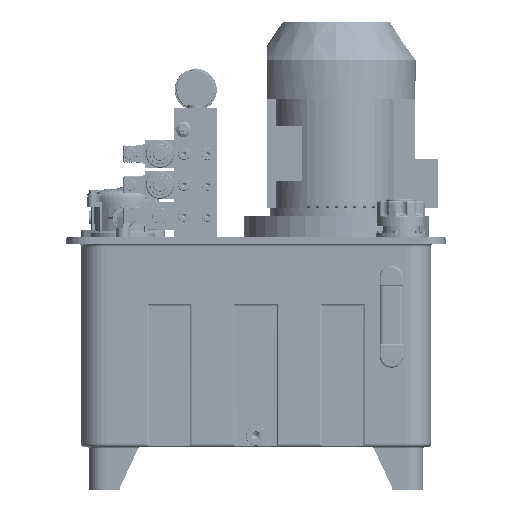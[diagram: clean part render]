
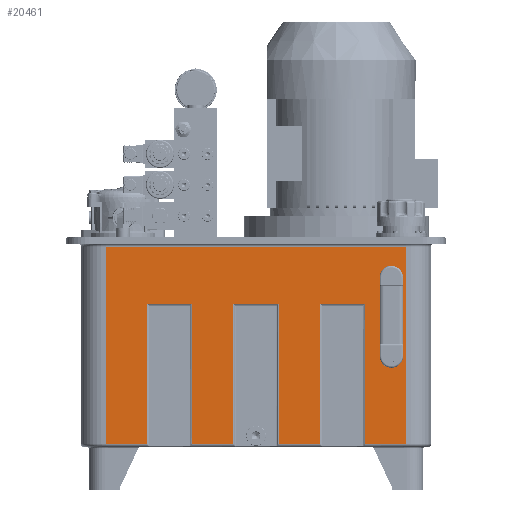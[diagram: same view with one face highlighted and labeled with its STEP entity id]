
A CAD part, top view. The second image highlights one B-rep face of the part: STEP entity #20461.
In plain terms, the highlighted planar face has unit normal (0, 0, 1).
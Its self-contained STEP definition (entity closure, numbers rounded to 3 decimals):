
#1208=DIRECTION('',(1.,0.,0.));
#1209=VECTOR('',#1208,486.);
#1210=CARTESIAN_POINT('',(-243.,-8.,203.));
#1211=LINE('',#1210,#1209);
#1212=CARTESIAN_POINT('',(219.,-185.,203.));
#1213=DIRECTION('',(0.,0.,1.));
#1214=DIRECTION('',(-1.,0.,0.));
#1215=AXIS2_PLACEMENT_3D('',#1212,#1213,#1214);
#1217=DIRECTION('',(0.,1.,0.));
#1218=VECTOR('',#1217,127.);
#1219=CARTESIAN_POINT('',(238.,-185.,203.));
#1220=LINE('',#1219,#1218);
#1221=CARTESIAN_POINT('',(219.,-58.,203.));
#1222=DIRECTION('',(0.,0.,1.));
#1223=DIRECTION('',(1.,0.,0.));
#1224=AXIS2_PLACEMENT_3D('',#1221,#1222,#1223);
#1226=DIRECTION('',(0.,-1.,0.));
#1227=VECTOR('',#1226,127.);
#1228=CARTESIAN_POINT('',(200.,-58.,203.));
#1229=LINE('',#1228,#1227);
#1230=DIRECTION('',(0.,1.,0.));
#1231=VECTOR('',#1230,226.464);
#1232=CARTESIAN_POINT('',(-176.464,-327.,
203.));
#1233=LINE('',#1232,#1231);
#1241=DIRECTION('',(1.,0.,0.));
#1242=VECTOR('',#1241,72.928);
#1243=CARTESIAN_POINT('',(-176.464,-100.536,203.));
#1244=LINE('',#1243,#1242);
#1252=DIRECTION('',(0.,-1.,0.));
#1253=VECTOR('',#1252,226.464);
#1254=CARTESIAN_POINT('',(-103.536,-100.536,203.));
#1255=LINE('',#1254,#1253);
#1276=DIRECTION('',(1.,0.,0.));
#1277=VECTOR('',#1276,67.072);
#1278=CARTESIAN_POINT('',(-103.536,-327.,
203.));
#1279=LINE('',#1278,#1277);
#1296=DIRECTION('',(1.,0.,0.));
#1297=VECTOR('',#1296,67.072);
#1298=CARTESIAN_POINT('',(36.464,-327.,203.));
#1299=LINE('',#1298,#1297);
#1316=DIRECTION('',(1.,0.,0.));
#1317=VECTOR('',#1316,66.536);
#1318=CARTESIAN_POINT('',(176.464,-327.,203.));
#1319=LINE('',#1318,#1317);
#1324=DIRECTION('',(1.,0.,0.));
#1325=VECTOR('',#1324,66.536);
#1326=CARTESIAN_POINT('',(-243.,-327.,203.));
#1327=LINE('',#1326,#1325);
#1412=DIRECTION('',(0.,1.,0.));
#1413=VECTOR('',#1412,226.464);
#1414=CARTESIAN_POINT('',(-36.464,-327.,
203.));
#1415=LINE('',#1414,#1413);
#1423=DIRECTION('',(1.,0.,0.));
#1424=VECTOR('',#1423,72.928);
#1425=CARTESIAN_POINT('',(-36.464,-100.536,203.));
#1426=LINE('',#1425,#1424);
#1434=DIRECTION('',(0.,-1.,0.));
#1435=VECTOR('',#1434,226.464);
#1436=CARTESIAN_POINT('',(36.464,-100.536,203.));
#1437=LINE('',#1436,#1435);
#7805=DIRECTION('',(0.,1.,0.));
#7806=VECTOR('',#7805,226.464);
#7807=CARTESIAN_POINT('',(103.536,-327.,203.));
#7808=LINE('',#7807,#7806);
#7816=DIRECTION('',(1.,0.,0.));
#7817=VECTOR('',#7816,72.928);
#7818=CARTESIAN_POINT('',(103.536,-100.536,203.));
#7819=LINE('',#7818,#7817);
#7827=DIRECTION('',(0.,-1.,0.));
#7828=VECTOR('',#7827,226.464);
#7829=CARTESIAN_POINT('',(176.464,-100.536,203.));
#7830=LINE('',#7829,#7828);
#7918=DIRECTION('',(0.,1.,0.));
#7919=VECTOR('',#7918,319.);
#7920=CARTESIAN_POINT('',(243.,-327.,203.));
#7921=LINE('',#7920,#7919);
#8678=DIRECTION('',(0.,-1.,0.));
#8679=VECTOR('',#8678,319.);
#8680=CARTESIAN_POINT('',(-243.,-8.,203.));
#8681=LINE('',#8680,#8679);
#17980=CARTESIAN_POINT('',(-176.464,-327.,
203.));
#17981=CARTESIAN_POINT('',(-176.464,-100.536,203.));
#17982=VERTEX_POINT('',#17980);
#17983=VERTEX_POINT('',#17981);
#17984=CARTESIAN_POINT('',(-243.,-327.,203.));
#17985=VERTEX_POINT('',#17984);
#17986=CARTESIAN_POINT('',(-243.,-8.,203.));
#17987=VERTEX_POINT('',#17986);
#17988=CARTESIAN_POINT('',(243.,-8.,203.));
#17989=VERTEX_POINT('',#17988);
#17990=CARTESIAN_POINT('',(243.,-327.,203.));
#17991=VERTEX_POINT('',#17990);
#17992=CARTESIAN_POINT('',(176.464,-327.,
203.));
#17993=VERTEX_POINT('',#17992);
#17994=CARTESIAN_POINT('',(176.464,-100.536,203.));
#17995=VERTEX_POINT('',#17994);
#17996=CARTESIAN_POINT('',(103.536,-100.536,203.));
#17997=VERTEX_POINT('',#17996);
#17998=CARTESIAN_POINT('',(103.536,-327.,
203.));
#17999=VERTEX_POINT('',#17998);
#18000=CARTESIAN_POINT('',(36.464,-327.,
203.));
#18001=VERTEX_POINT('',#18000);
#18002=CARTESIAN_POINT('',(36.464,-100.536,203.));
#18003=VERTEX_POINT('',#18002);
#18004=CARTESIAN_POINT('',(-36.464,-100.536,203.));
#18005=VERTEX_POINT('',#18004);
#18006=CARTESIAN_POINT('',(-36.464,-327.,
203.));
#18007=VERTEX_POINT('',#18006);
#18008=CARTESIAN_POINT('',(-103.536,-327.,
203.));
#18009=VERTEX_POINT('',#18008);
#18010=CARTESIAN_POINT('',(-103.536,-100.536,203.));
#18011=VERTEX_POINT('',#18010);
#19147=CARTESIAN_POINT('',(200.,-185.,203.));
#19148=CARTESIAN_POINT('',(238.,-185.,203.));
#19149=VERTEX_POINT('',#19147);
#19150=VERTEX_POINT('',#19148);
#19151=CARTESIAN_POINT('',(200.,-58.,203.));
#19152=VERTEX_POINT('',#19151);
#19153=CARTESIAN_POINT('',(238.,-58.,203.));
#19154=VERTEX_POINT('',#19153);
#20413=CARTESIAN_POINT('',(0.,-167.5,203.));
#20414=DIRECTION('',(0.,0.,1.));
#20415=DIRECTION('',(1.,0.,0.));
#20416=AXIS2_PLACEMENT_3D('',#20413,#20414,#20415);
#20417=PLANE('',#20416);
#20419=ORIENTED_EDGE('',*,*,#20418,.F.);
#20421=ORIENTED_EDGE('',*,*,#20420,.F.);
#20423=ORIENTED_EDGE('',*,*,#20422,.F.);
#20424=ORIENTED_EDGE('',*,*,#20407,.T.);
#20426=ORIENTED_EDGE('',*,*,#20425,.F.);
#20428=ORIENTED_EDGE('',*,*,#20427,.F.);
#20430=ORIENTED_EDGE('',*,*,#20429,.F.);
#20432=ORIENTED_EDGE('',*,*,#20431,.F.);
#20434=ORIENTED_EDGE('',*,*,#20433,.F.);
#20436=ORIENTED_EDGE('',*,*,#20435,.F.);
#20438=ORIENTED_EDGE('',*,*,#20437,.F.);
#20440=ORIENTED_EDGE('',*,*,#20439,.F.);
#20442=ORIENTED_EDGE('',*,*,#20441,.F.);
#20444=ORIENTED_EDGE('',*,*,#20443,.F.);
#20446=ORIENTED_EDGE('',*,*,#20445,.F.);
#20448=ORIENTED_EDGE('',*,*,#20447,.F.);
#20449=EDGE_LOOP('',(#20419,#20421,#20423,#20424,#20426,#20428,#20430,#20432,
#20434,#20436,#20438,#20440,#20442,#20444,#20446,#20448));
#20450=FACE_OUTER_BOUND('',#20449,.F.);
#20452=ORIENTED_EDGE('',*,*,#20451,.T.);
#20454=ORIENTED_EDGE('',*,*,#20453,.T.);
#20456=ORIENTED_EDGE('',*,*,#20455,.T.);
#20458=ORIENTED_EDGE('',*,*,#20457,.T.);
#20459=EDGE_LOOP('',(#20452,#20454,#20456,#20458));
#20460=FACE_BOUND('',#20459,.F.);
#20461=ADVANCED_FACE('',(#20450,#20460),#20417,.T.);
#1216=CIRCLE('',#1215,19.);
#1225=CIRCLE('',#1224,19.);
#20407=EDGE_CURVE('',#17987,#17989,#1211,.T.);
#20418=EDGE_CURVE('',#17982,#17983,#1233,.T.);
#20420=EDGE_CURVE('',#17985,#17982,#1327,.T.);
#20422=EDGE_CURVE('',#17987,#17985,#8681,.T.);
#20425=EDGE_CURVE('',#17991,#17989,#7921,.T.);
#20427=EDGE_CURVE('',#17993,#17991,#1319,.T.);
#20429=EDGE_CURVE('',#17995,#17993,#7830,.T.);
#20431=EDGE_CURVE('',#17997,#17995,#7819,.T.);
#20433=EDGE_CURVE('',#17999,#17997,#7808,.T.);
#20435=EDGE_CURVE('',#18001,#17999,#1299,.T.);
#20437=EDGE_CURVE('',#18003,#18001,#1437,.T.);
#20439=EDGE_CURVE('',#18005,#18003,#1426,.T.);
#20441=EDGE_CURVE('',#18007,#18005,#1415,.T.);
#20443=EDGE_CURVE('',#18009,#18007,#1279,.T.);
#20445=EDGE_CURVE('',#18011,#18009,#1255,.T.);
#20447=EDGE_CURVE('',#17983,#18011,#1244,.T.);
#20451=EDGE_CURVE('',#19149,#19150,#1216,.T.);
#20453=EDGE_CURVE('',#19150,#19154,#1220,.T.);
#20455=EDGE_CURVE('',#19154,#19152,#1225,.T.);
#20457=EDGE_CURVE('',#19152,#19149,#1229,.T.);
